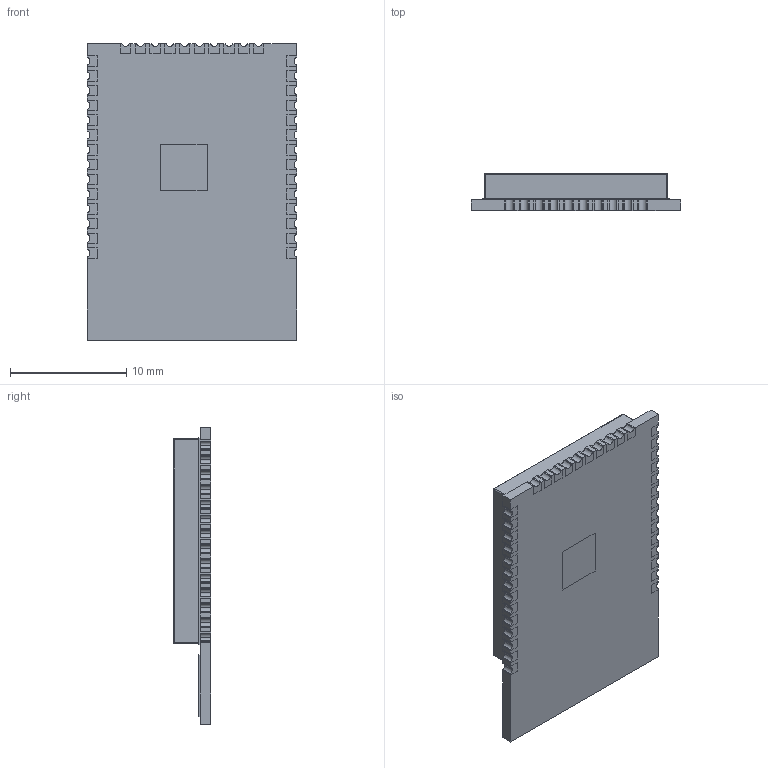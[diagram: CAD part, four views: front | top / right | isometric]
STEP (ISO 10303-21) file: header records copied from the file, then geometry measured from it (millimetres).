
FILE_DESCRIPTION (( 'STEP AP214' ), '1' );
FILE_NAME ('ESP32-WROOM-32.STEP', '2021-08-13T08:44:34', ( '' ), ( '' ), 'SwSTEP 2.0', 'SolidWorks 2017', '' );
FILE_SCHEMA (( 'AUTOMOTIVE_DESIGN' ));
Length unit declared in the file: millimetre
Products named in the file (1): ESP32-WROOM-32
Bounding box: 18 x 3.2 x 25.5 mm (x, y, z)
Volume: 1050.7 mm3; surface area: 1954.9 mm2
Topology: 42 solids, 42 shells, 788 faces, 2092 edges, 1388 vertices
Faces by surface type: plane 630, cylinder 154, sphere 4
Entity records: 24587 total; most frequent: CARTESIAN_POINT 4265, ORIENTED_EDGE 4176, DIRECTION 3974, EDGE_CURVE 2088, LINE 1780, VECTOR 1780, VERTEX_POINT 1388, AXIS2_PLACEMENT_3D 1097
